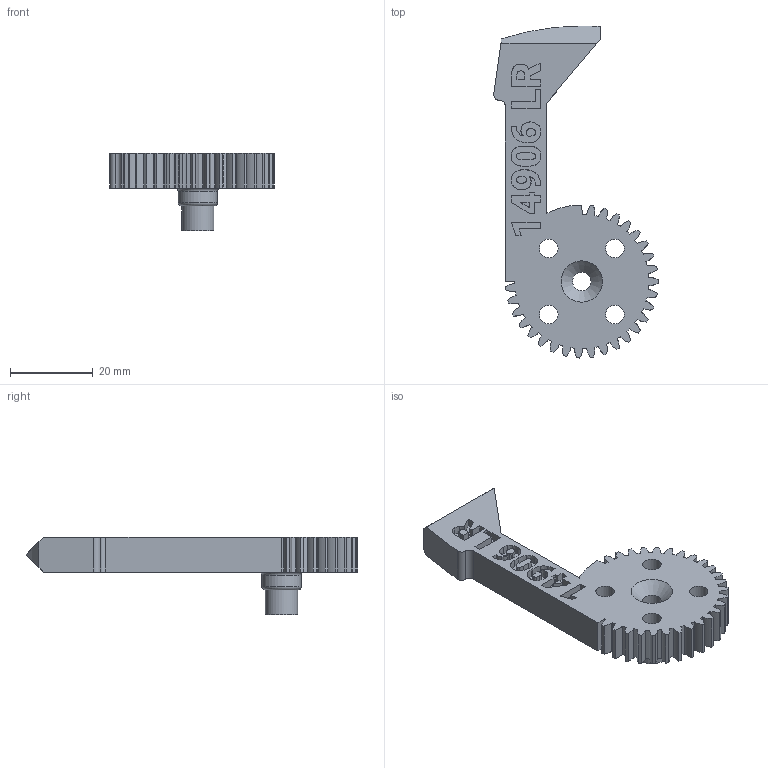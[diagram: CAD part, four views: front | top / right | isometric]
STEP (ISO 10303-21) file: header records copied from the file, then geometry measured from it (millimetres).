
FILE_DESCRIPTION(('FreeCAD Model'),'2;1');
FILE_NAME('Open CASCADE Shape Model','2024-11-07T14:43:22',(''),(''), 'Open CASCADE STEP processor 7.8','FreeCAD','Unknown');
FILE_SCHEMA(('AUTOMOTIVE_DESIGN { 1 0 10303 214 1 1 1 1 }'));
Length unit declared in the file: millimetre
Products named in the file (1): Claw Pincher Powered
Bounding box: 39.79 x 80.31 x 18.7 mm (x, y, z)
Volume: 12567.8 mm3; surface area: 7130.7 mm2
Topology: 1 solids, 1 shells, 328 faces, 932 edges, 624 vertices
Faces by surface type: extrusion 220, plane 89, cylinder 16, torus 2, cone 1
Full cylindrical faces by diameter (mm): 4.5 x5, 7.8 x1, 9 x4, 9.5 x1
Entity records: 13690 total; most frequent: CARTESIAN_POINT 5928, ORIENTED_EDGE 1864, DIRECTION 977, EDGE_CURVE 932, B_SPLINE_CURVE_WITH_KNOTS 662, VECTOR 661, VERTEX_POINT 624, LINE 441
